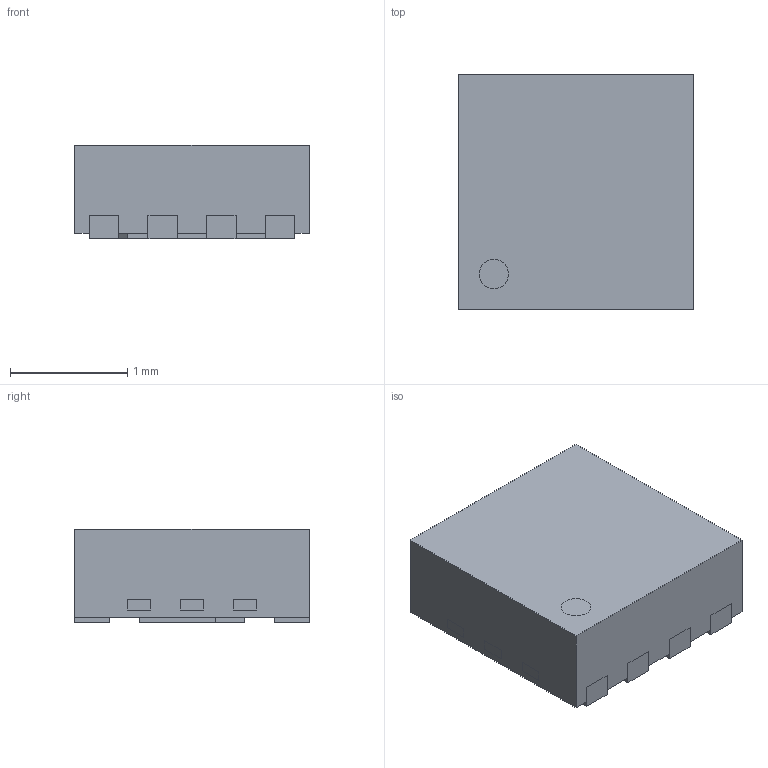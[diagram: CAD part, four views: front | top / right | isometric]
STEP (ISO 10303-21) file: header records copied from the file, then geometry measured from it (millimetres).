
FILE_DESCRIPTION(('FreeCAD Model'),'2;1');
FILE_NAME( 'SON50P200X200X80-9.step', '2021-04-01T18:57:32',('kicad StepUp'),('ksu MCAD'), 'Open CASCADE STEP processor 7.2','FreeCAD','Unknown');
FILE_SCHEMA(('AUTOMOTIVE_DESIGN { 1 0 10303 214 1 1 1 1 }'));
Length unit declared in the file: millimetre
Products named in the file (1): SON50P200X200X80-9
Bounding box: 2 x 2 x 0.8 mm (x, y, z)
Volume: 3.1 mm3; surface area: 25.1 mm2
Topology: 11 solids, 11 shells, 140 faces, 366 edges, 244 vertices
Faces by surface type: plane 136, cylinder 4
Entity records: 5216 total; most frequent: CARTESIAN_POINT 751, ORIENTED_EDGE 732, DIRECTION 656, EDGE_CURVE 366, LINE 358, VECTOR 358, VERTEX_POINT 244, AXIS2_PLACEMENT_3D 149
